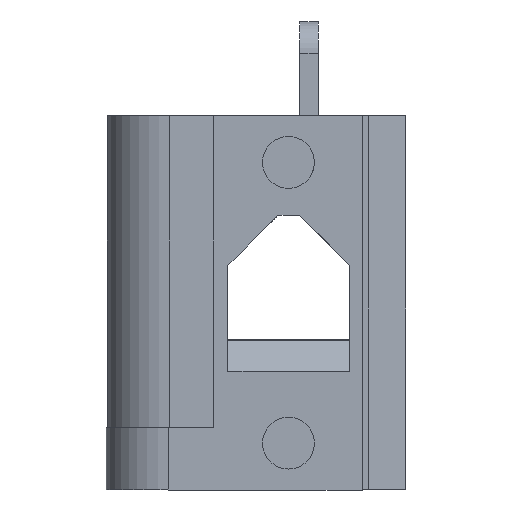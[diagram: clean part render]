
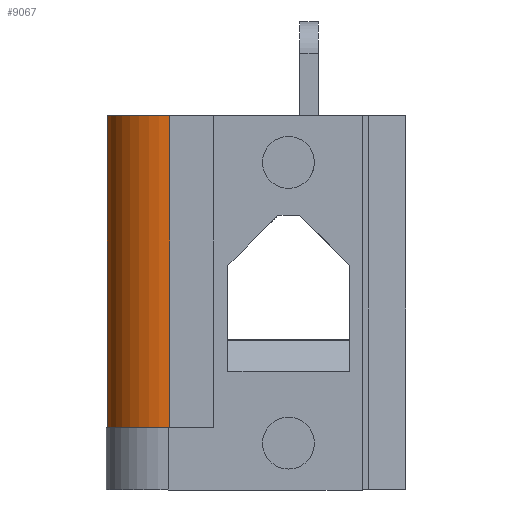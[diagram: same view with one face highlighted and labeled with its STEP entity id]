
A CAD part, front view. The second image highlights one B-rep face of the part: STEP entity #9067.
In plain terms, the highlighted cylindrical face has radius 10 mm (diameter 20 mm), a partial arc.
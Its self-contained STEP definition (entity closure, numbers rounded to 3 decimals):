
#409 = PLANE('',#410);
#410 = AXIS2_PLACEMENT_3D('',#411,#412,#413);
#411 = CARTESIAN_POINT('',(29.06,156.785,
    0.));
#412 = DIRECTION('',(0.,0.,1.));
#413 = DIRECTION('',(-1.,0.,0.));
#7824 = VERTEX_POINT('',#7825);
#7825 = CARTESIAN_POINT('',(15.2,144.,0.));
#7839 = PLANE('',#7840);
#7840 = AXIS2_PLACEMENT_3D('',#7841,#7842,#7843);
#7841 = CARTESIAN_POINT('',(29.,144.,0.));
#7842 = DIRECTION('',(0.,-1.,0.));
#7843 = DIRECTION('',(0.,0.,1.));
#7851 = EDGE_CURVE('',#7852,#7824,#7854,.T.);
#7852 = VERTEX_POINT('',#7853);
#7853 = CARTESIAN_POINT('',(5.2,154.,0.));
#7854 = SURFACE_CURVE('',#7855,(#7860,#7867),.PCURVE_S1.);
#7855 = CIRCLE('',#7856,10.);
#7856 = AXIS2_PLACEMENT_3D('',#7857,#7858,#7859);
#7857 = CARTESIAN_POINT('',(15.2,154.,0.));
#7858 = DIRECTION('',(0.,0.,1.));
#7859 = DIRECTION('',(0.,1.,0.));
#7860 = PCURVE('',#409,#7861);
#7861 = DEFINITIONAL_REPRESENTATION('',(#7862),#7866);
#7862 = CIRCLE('',#7863,10.);
#7863 = AXIS2_PLACEMENT_2D('',#7864,#7865);
#7864 = CARTESIAN_POINT('',(13.86,2.785));
#7865 = DIRECTION('',(0.,-1.));
#7866 = ( GEOMETRIC_REPRESENTATION_CONTEXT(2) 
PARAMETRIC_REPRESENTATION_CONTEXT() REPRESENTATION_CONTEXT('2D SPACE',''
  ) );
#7867 = PCURVE('',#7868,#7873);
#7868 = CYLINDRICAL_SURFACE('',#7869,10.);
#7869 = AXIS2_PLACEMENT_3D('',#7870,#7871,#7872);
#7870 = CARTESIAN_POINT('',(15.2,154.,0.));
#7871 = DIRECTION('',(0.,0.,-1.));
#7872 = DIRECTION('',(-1.,0.,0.));
#7873 = DEFINITIONAL_REPRESENTATION('',(#7874),#7878);
#7874 = LINE('',#7875,#7876);
#7875 = CARTESIAN_POINT('',(1.571,0.));
#7876 = VECTOR('',#7877,1.);
#7877 = DIRECTION('',(-1.,0.));
#7878 = ( GEOMETRIC_REPRESENTATION_CONTEXT(2) 
PARAMETRIC_REPRESENTATION_CONTEXT() REPRESENTATION_CONTEXT('2D SPACE',''
  ) );
#7896 = PLANE('',#7897);
#7897 = AXIS2_PLACEMENT_3D('',#7898,#7899,#7900);
#7898 = CARTESIAN_POINT('',(5.2,166.,0.));
#7899 = DIRECTION('',(-1.,0.,0.));
#7900 = DIRECTION('',(0.,0.,1.));
#8208 = PLANE('',#8209);
#8209 = AXIS2_PLACEMENT_3D('',#8210,#8211,#8212);
#8210 = CARTESIAN_POINT('',(23.,155.,-50.));
#8211 = DIRECTION('',(0.,0.,-1.));
#8212 = DIRECTION('',(1.,0.,0.));
#8531 = VERTEX_POINT('',#8532);
#8532 = CARTESIAN_POINT('',(15.2,144.,-50.));
#8553 = EDGE_CURVE('',#8554,#8531,#8556,.T.);
#8554 = VERTEX_POINT('',#8555);
#8555 = CARTESIAN_POINT('',(5.2,154.,-50.));
#8556 = SURFACE_CURVE('',#8557,(#8562,#8573),.PCURVE_S1.);
#8557 = CIRCLE('',#8558,10.);
#8558 = AXIS2_PLACEMENT_3D('',#8559,#8560,#8561);
#8559 = CARTESIAN_POINT('',(15.2,154.,-50.));
#8560 = DIRECTION('',(0.,0.,1.));
#8561 = DIRECTION('',(-1.,0.,0.));
#8562 = PCURVE('',#8208,#8563);
#8563 = DEFINITIONAL_REPRESENTATION('',(#8564),#8572);
#8564 = ( BOUNDED_CURVE() B_SPLINE_CURVE(2,(#8565,#8566,#8567,#8568,
#8569,#8570,#8571),.UNSPECIFIED.,.T.,.F.) B_SPLINE_CURVE_WITH_KNOTS((1,2
    ,2,2,2,1),(-2.094,0.,2.094,4.189,
6.283,8.378),.UNSPECIFIED.) CURVE() 
GEOMETRIC_REPRESENTATION_ITEM() RATIONAL_B_SPLINE_CURVE((1.,0.5,1.,0.5,
1.,0.5,1.)) REPRESENTATION_ITEM('') );
#8565 = CARTESIAN_POINT('',(-17.8,1.));
#8566 = CARTESIAN_POINT('',(-17.8,18.321));
#8567 = CARTESIAN_POINT('',(-2.8,9.66));
#8568 = CARTESIAN_POINT('',(12.2,1.));
#8569 = CARTESIAN_POINT('',(-2.8,-7.66));
#8570 = CARTESIAN_POINT('',(-17.8,-16.321));
#8571 = CARTESIAN_POINT('',(-17.8,1.));
#8572 = ( GEOMETRIC_REPRESENTATION_CONTEXT(2) 
PARAMETRIC_REPRESENTATION_CONTEXT() REPRESENTATION_CONTEXT('2D SPACE',''
  ) );
#8573 = PCURVE('',#7868,#8574);
#8574 = DEFINITIONAL_REPRESENTATION('',(#8575),#8579);
#8575 = LINE('',#8576,#8577);
#8576 = CARTESIAN_POINT('',(0.,50.));
#8577 = VECTOR('',#8578,1.);
#8578 = DIRECTION('',(-1.,0.));
#8579 = ( GEOMETRIC_REPRESENTATION_CONTEXT(2) 
PARAMETRIC_REPRESENTATION_CONTEXT() REPRESENTATION_CONTEXT('2D SPACE',''
  ) );
#8802 = EDGE_CURVE('',#7824,#8531,#8803,.T.);
#8803 = SURFACE_CURVE('',#8804,(#8808,#8815),.PCURVE_S1.);
#8804 = LINE('',#8805,#8806);
#8805 = CARTESIAN_POINT('',(15.2,144.,0.));
#8806 = VECTOR('',#8807,1.);
#8807 = DIRECTION('',(0.,0.,-1.));
#8808 = PCURVE('',#7839,#8809);
#8809 = DEFINITIONAL_REPRESENTATION('',(#8810),#8814);
#8810 = LINE('',#8811,#8812);
#8811 = CARTESIAN_POINT('',(0.,13.8));
#8812 = VECTOR('',#8813,1.);
#8813 = DIRECTION('',(-1.,0.));
#8814 = ( GEOMETRIC_REPRESENTATION_CONTEXT(2) 
PARAMETRIC_REPRESENTATION_CONTEXT() REPRESENTATION_CONTEXT('2D SPACE',''
  ) );
#8815 = PCURVE('',#7868,#8816);
#8816 = DEFINITIONAL_REPRESENTATION('',(#8817),#8821);
#8817 = LINE('',#8818,#8819);
#8818 = CARTESIAN_POINT('',(-1.571,0.));
#8819 = VECTOR('',#8820,1.);
#8820 = DIRECTION('',(0.,1.));
#8821 = ( GEOMETRIC_REPRESENTATION_CONTEXT(2) 
PARAMETRIC_REPRESENTATION_CONTEXT() REPRESENTATION_CONTEXT('2D SPACE',''
  ) );
#9045 = EDGE_CURVE('',#7852,#8554,#9046,.T.);
#9046 = SURFACE_CURVE('',#9047,(#9051,#9058),.PCURVE_S1.);
#9047 = LINE('',#9048,#9049);
#9048 = CARTESIAN_POINT('',(5.2,154.,0.));
#9049 = VECTOR('',#9050,1.);
#9050 = DIRECTION('',(0.,0.,-1.));
#9051 = PCURVE('',#7896,#9052);
#9052 = DEFINITIONAL_REPRESENTATION('',(#9053),#9057);
#9053 = LINE('',#9054,#9055);
#9054 = CARTESIAN_POINT('',(0.,-12.));
#9055 = VECTOR('',#9056,1.);
#9056 = DIRECTION('',(-1.,0.));
#9057 = ( GEOMETRIC_REPRESENTATION_CONTEXT(2) 
PARAMETRIC_REPRESENTATION_CONTEXT() REPRESENTATION_CONTEXT('2D SPACE',''
  ) );
#9058 = PCURVE('',#7868,#9059);
#9059 = DEFINITIONAL_REPRESENTATION('',(#9060),#9064);
#9060 = LINE('',#9061,#9062);
#9061 = CARTESIAN_POINT('',(0.,0.));
#9062 = VECTOR('',#9063,1.);
#9063 = DIRECTION('',(0.,1.));
#9064 = ( GEOMETRIC_REPRESENTATION_CONTEXT(2) 
PARAMETRIC_REPRESENTATION_CONTEXT() REPRESENTATION_CONTEXT('2D SPACE',''
  ) );
#9067 = ADVANCED_FACE('',(#9068),#7868,.T.);
#9068 = FACE_BOUND('',#9069,.F.);
#9069 = EDGE_LOOP('',(#9070,#9071,#9072,#9073));
#9070 = ORIENTED_EDGE('',*,*,#9045,.F.);
#9071 = ORIENTED_EDGE('',*,*,#7851,.T.);
#9072 = ORIENTED_EDGE('',*,*,#8802,.T.);
#9073 = ORIENTED_EDGE('',*,*,#8553,.F.);
